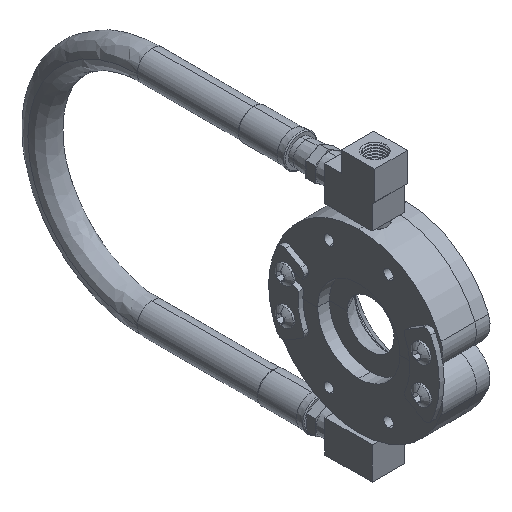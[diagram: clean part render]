
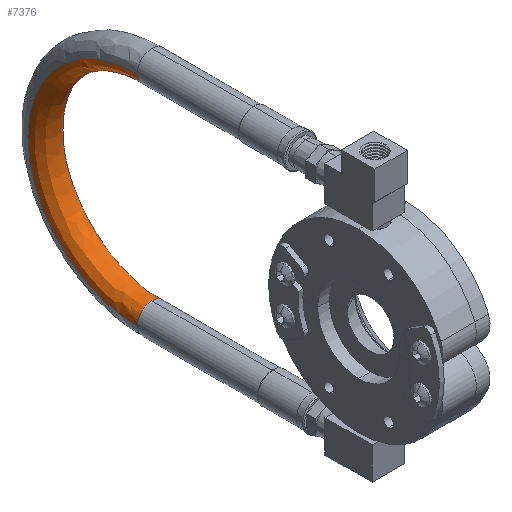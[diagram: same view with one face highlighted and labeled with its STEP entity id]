
A CAD part, isometric view. The second image highlights one B-rep face of the part: STEP entity #7376.
In plain terms, the highlighted free-form (B-spline) face has degree [3, 3] with [4, 4] control points.
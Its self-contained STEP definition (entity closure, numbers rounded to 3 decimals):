
#329 = CARTESIAN_POINT ( 'NONE',  ( -1.244, 239.05, -30.747 ) ) ;
#359 = CIRCLE ( 'NONE', #1995, 59.05 ) ;
#665 = VERTEX_POINT ( 'NONE', #9168 ) ;
#808 = VERTEX_POINT ( 'NONE', #1247 ) ;
#1106 = CARTESIAN_POINT ( 'NONE',  ( -17.044, 207.45, -14.947 ) ) ;
#1138 = CARTESIAN_POINT ( 'NONE',  ( -1.244, 120.95, 71.553 ) ) ;
#1187 = CARTESIAN_POINT ( 'NONE',  ( -17.044, 207.45, 71.553 ) ) ;
#1247 = CARTESIAN_POINT ( 'NONE',  ( -1.244, 120.95, -30.747 ) ) ;
#1360 = EDGE_CURVE ( 'NONE', #808, #4940, #359, .T. ) ;
#1421 = AXIS2_PLACEMENT_3D ( 'NONE', #6333, #7193, #2982 ) ;
#1453 = CARTESIAN_POINT ( 'NONE',  ( -17.044, 120.95, 87.353 ) ) ;
#1475 = CARTESIAN_POINT ( 'NONE',  ( -17.044, 120.95, 28.303 ) ) ;
#1995 = AXIS2_PLACEMENT_3D ( 'NONE', #8052, #10635, #10521 ) ;
#1997 = CARTESIAN_POINT ( 'NONE',  ( -1.244, 120.95, 87.353 ) ) ;
#2160 = EDGE_CURVE ( 'NONE', #665, #10667, #7952, .T. ) ;
#2763 = DIRECTION ( 'NONE',  ( 0., -1., 0. ) ) ;
#2913 = CARTESIAN_POINT ( 'NONE',  ( -17.044, 239.05, 87.353 ) ) ;
#2930 = CARTESIAN_POINT ( 'NONE',  ( -9.144, 120.95, -30.747 ) ) ;
#2982 = DIRECTION ( 'NONE',  ( 1., 0., 0. ) ) ;
#3046 = CARTESIAN_POINT ( 'NONE',  ( -9.144, 120.95, 87.353 ) ) ;
#3265 = ORIENTED_EDGE ( 'NONE', *, *, #2160, .T. ) ;
#3574 = CARTESIAN_POINT ( 'NONE',  ( -17.044, 120.95, -14.947 ) ) ;
#3653 = CARTESIAN_POINT ( 'NONE',  ( -17.044, 120.95, -30.747 ) ) ;
#3683 = CARTESIAN_POINT ( 'NONE',  ( -17.044, 239.05, -30.747 ) ) ;
#3717 = CARTESIAN_POINT ( 'NONE',  ( -1.244, 120.95, 87.353 ) ) ;
#3739 = CIRCLE ( 'NONE', #8577, 7.9 ) ;
#3744 = DIRECTION ( 'NONE',  ( 0., 0., -1. ) ) ;
#3973 = DIRECTION ( 'NONE',  ( 0., 0., -1. ) ) ;
#4025 = ORIENTED_EDGE ( 'NONE', *, *, #7788, .F. ) ;
#4519 = CARTESIAN_POINT ( 'NONE',  ( -17.044, 120.95, 71.553 ) ) ;
#4808 = EDGE_LOOP ( 'NONE', ( #7115, #3265, #8317, #8483, #4025, #8855 ) ) ;
#4940 = VERTEX_POINT ( 'NONE', #3717 ) ;
#5252 = CARTESIAN_POINT ( 'NONE',  ( -1.244, 207.45, 71.553 ) ) ;
#5292 = CARTESIAN_POINT ( 'NONE',  ( -1.244, 239.05, 87.353 ) ) ;
#5354 = DIRECTION ( 'NONE',  ( 1., 0., 0. ) ) ;
#5412 = AXIS2_PLACEMENT_3D ( 'NONE', #7719, #2763, #6090 ) ;
#5780 =( BOUNDED_SURFACE ( )  B_SPLINE_SURFACE ( 3, 3, ( 
 ( #10333, #329, #5292, #1997 ),
 ( #8677, #6144, #5252, #1138 ),
 ( #3574, #1106, #1187, #4519 ),
 ( #3653, #3683, #2913, #7851 ) ),
 .UNSPECIFIED., .F., .F., .F. ) 
 B_SPLINE_SURFACE_WITH_KNOTS ( ( 4, 4 ),
 ( 4, 4 ),
 ( 0., 1. ),
 ( 0., 1. ),
 .UNSPECIFIED. ) 
 GEOMETRIC_REPRESENTATION_ITEM ( )  RATIONAL_B_SPLINE_SURFACE ( (
 ( 1., 0.333, 0.333, 1.),
 ( 0.333, 0.111, 0.111, 0.333),
 ( 0.333, 0.111, 0.111, 0.333),
 ( 1., 0.333, 0.333, 1.) ) ) 
 REPRESENTATION_ITEM ( '' )  SURFACE ( )  );
#6090 = DIRECTION ( 'NONE',  ( 0., 0., -1. ) ) ;
#6144 = CARTESIAN_POINT ( 'NONE',  ( -1.244, 207.45, -14.947 ) ) ;
#6284 = DIRECTION ( 'NONE',  ( 0., 1., 0. ) ) ;
#6333 = CARTESIAN_POINT ( 'NONE',  ( -9.144, 120.95, -30.747 ) ) ;
#6410 = CIRCLE ( 'NONE', #10138, 7.9 ) ;
#6432 = VERTEX_POINT ( 'NONE', #9777 ) ;
#6556 = VERTEX_POINT ( 'NONE', #1453 ) ;
#7024 = EDGE_CURVE ( 'NONE', #6556, #665, #7727, .T. ) ;
#7115 = ORIENTED_EDGE ( 'NONE', *, *, #7024, .T. ) ;
#7185 = AXIS2_PLACEMENT_3D ( 'NONE', #1475, #8142, #3973 ) ;
#7193 = DIRECTION ( 'NONE',  ( 0., 1., 0. ) ) ;
#7206 = FACE_OUTER_BOUND ( 'NONE', #4808, .T. ) ;
#7376 = ADVANCED_FACE ( 'NONE', ( #7206 ), #5780, .F. ) ;
#7719 = CARTESIAN_POINT ( 'NONE',  ( -9.144, 120.95, 87.353 ) ) ;
#7727 = CIRCLE ( 'NONE', #7185, 59.05 ) ;
#7788 = EDGE_CURVE ( 'NONE', #6432, #4940, #8371, .T. ) ;
#7849 = EDGE_CURVE ( 'NONE', #10667, #808, #6410, .T. ) ;
#7851 = CARTESIAN_POINT ( 'NONE',  ( -17.044, 120.95, 87.353 ) ) ;
#7952 = CIRCLE ( 'NONE', #1421, 7.9 ) ;
#8052 = CARTESIAN_POINT ( 'NONE',  ( -1.244, 120.95, 28.303 ) ) ;
#8142 = DIRECTION ( 'NONE',  ( -1., 0., 0. ) ) ;
#8317 = ORIENTED_EDGE ( 'NONE', *, *, #7849, .T. ) ;
#8371 = CIRCLE ( 'NONE', #5412, 7.9 ) ;
#8483 = ORIENTED_EDGE ( 'NONE', *, *, #1360, .T. ) ;
#8577 = AXIS2_PLACEMENT_3D ( 'NONE', #3046, #9738, #3744 ) ;
#8677 = CARTESIAN_POINT ( 'NONE',  ( -1.244, 120.95, -14.947 ) ) ;
#8855 = ORIENTED_EDGE ( 'NONE', *, *, #9831, .F. ) ;
#9168 = CARTESIAN_POINT ( 'NONE',  ( -17.044, 120.95, -30.747 ) ) ;
#9738 = DIRECTION ( 'NONE',  ( 0., -1., 0. ) ) ;
#9777 = CARTESIAN_POINT ( 'NONE',  ( -9.144, 120.95, 79.453 ) ) ;
#9831 = EDGE_CURVE ( 'NONE', #6556, #6432, #3739, .T. ) ;
#9942 = CARTESIAN_POINT ( 'NONE',  ( -9.144, 120.95, -22.847 ) ) ;
#10138 = AXIS2_PLACEMENT_3D ( 'NONE', #2930, #6284, #5354 ) ;
#10333 = CARTESIAN_POINT ( 'NONE',  ( -1.244, 120.95, -30.747 ) ) ;
#10521 = DIRECTION ( 'NONE',  ( 0., 0., -1. ) ) ;
#10635 = DIRECTION ( 'NONE',  ( 1., 0., 0. ) ) ;
#10667 = VERTEX_POINT ( 'NONE', #9942 ) ;
